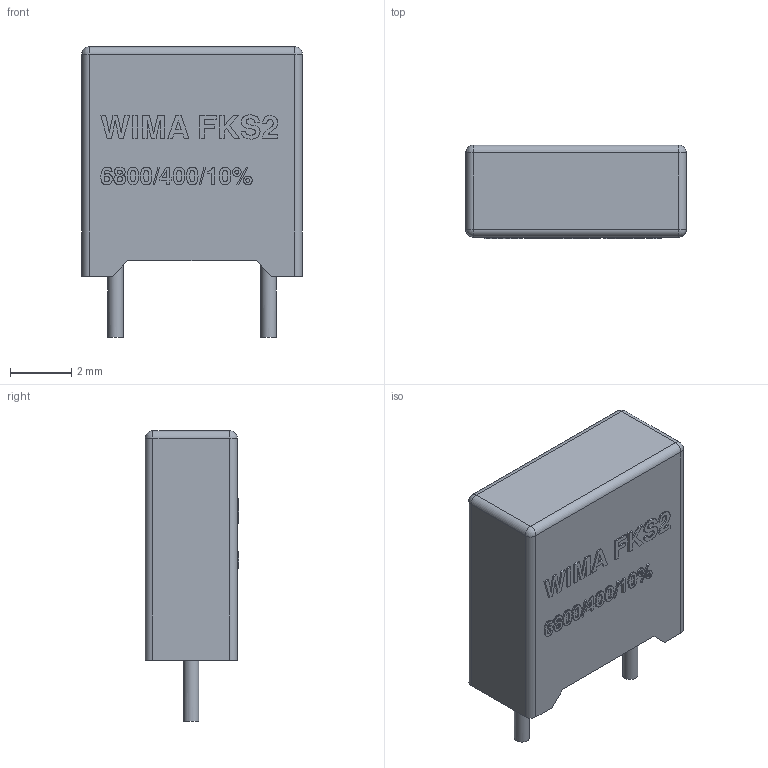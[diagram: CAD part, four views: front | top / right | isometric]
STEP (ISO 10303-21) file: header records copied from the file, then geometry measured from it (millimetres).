
FILE_DESCRIPTION(('FreeCAD Model'),'2;1');
FILE_NAME('FKS2G016801B00KSSD.step','2019-07-04T12:34:58',('' ),(''),'Open CASCADE STEP processor 7.3','FreeCAD','Unknown');
FILE_SCHEMA(('AUTOMOTIVE_DESIGN { 1 0 10303 214 1 1 1 1 }'));
Length unit declared in the file: millimetre
Products named in the file (1): FKS2G016801B00KSSD
Bounding box: 7.2 x 3.05 x 9.5 mm (x, y, z)
Volume: 139.8 mm3; surface area: 214.1 mm2
Topology: 1 solids, 1 shells, 432 faces, 1177 edges, 779 vertices
Faces by surface type: extrusion 259, plane 158, cylinder 10, sphere 4, bspline 1
Full cylindrical faces by diameter (mm): 0.5 x2
Entity records: 17228 total; most frequent: CARTESIAN_POINT 4309, ORIENTED_EDGE 2346, DIRECTION 1269, EDGE_CURVE 1173, VECTOR 887, B_SPLINE_CURVE_WITH_KNOTS 786, VERTEX_POINT 779, LINE 628
